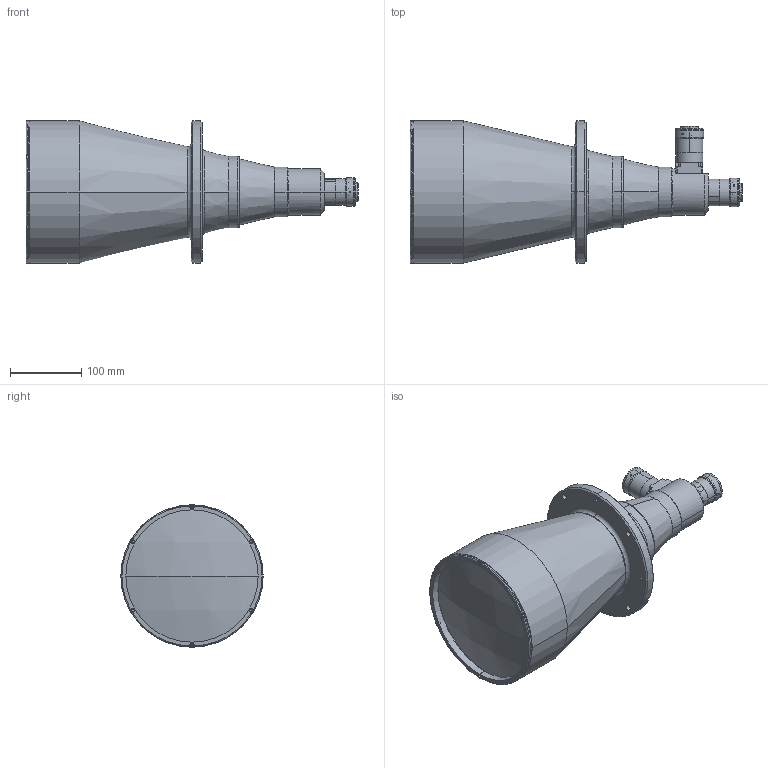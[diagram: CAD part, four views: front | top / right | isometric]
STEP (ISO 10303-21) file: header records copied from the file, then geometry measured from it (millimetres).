
FILE_DESCRIPTION (( 'STEP AP214' ), '1' );
FILE_NAME ('TCDP12C23C144.STEP', '2015-10-15T09:37:14', ( '' ), ( '' ), 'SwSTEP 2.0', 'SolidWorks 2013', '' );
FILE_SCHEMA (( 'AUTOMOTIVE_DESIGN' ));
Length unit declared in the file: millimetre
Products named in the file (1): TCDP12C23C144
Bounding box: 466.62 x 200 x 200 mm (x, y, z)
Surface area: 300525.7 mm2 (no closed solid volume)
Topology: 0 solids, 27 shells, 283 faces, 841 edges, 592 vertices
Faces by surface type: cylinder 112, plane 107, cone 34, torus 28, sphere 2
Entity records: 13419 total; most frequent: CARTESIAN_POINT 2361, DIRECTION 1795, ORIENTED_EDGE 1426, EDGE_CURVE 841, AXIS2_PLACEMENT_3D 712, VERTEX_POINT 592, CIRCLE 428, EDGE_LOOP 376
